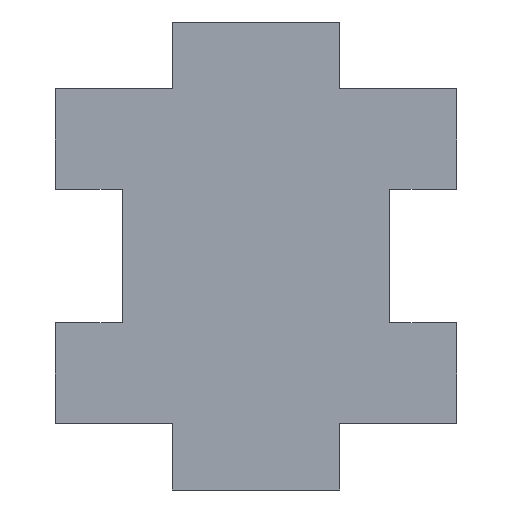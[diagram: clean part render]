
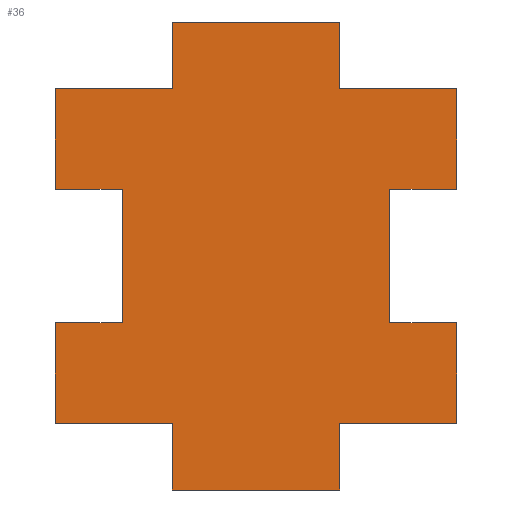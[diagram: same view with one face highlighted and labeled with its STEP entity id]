
A CAD part, front view. The second image highlights one B-rep face of the part: STEP entity #36.
In plain terms, the highlighted planar face has unit normal (0, -1, 0).
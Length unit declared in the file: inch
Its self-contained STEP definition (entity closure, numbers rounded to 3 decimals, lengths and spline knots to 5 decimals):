
#3 = LINE ( 'NONE', #18, #150 ) ;
#5 = DIRECTION ( 'NONE',  ( 0., 0., -1. ) ) ;
#18 = CARTESIAN_POINT ( 'NONE',  ( -1., 0., -0.5 ) ) ;
#20 = ORIENTED_EDGE ( 'NONE', *, *, #507, .T. ) ;
#24 = EDGE_CURVE ( 'NONE', #337, #99, #33, .T. ) ;
#25 = VERTEX_POINT ( 'NONE', #166 ) ;
#33 = LINE ( 'NONE', #502, #671 ) ;
#36 = ADVANCED_FACE ( 'NONE', ( #264 ), #331, .F. ) ;
#48 = VECTOR ( 'NONE', #170, 39.37008 ) ;
#54 = CARTESIAN_POINT ( 'NONE',  ( 1.5, 0., 0.5 ) ) ;
#55 = EDGE_CURVE ( 'NONE', #134, #585, #411, .T. ) ;
#61 = EDGE_CURVE ( 'NONE', #474, #127, #496, .T. ) ;
#63 = CARTESIAN_POINT ( 'NONE',  ( -1.5, 0., -0.5 ) ) ;
#67 = EDGE_CURVE ( 'NONE', #505, #245, #324, .T. ) ;
#68 = LINE ( 'NONE', #163, #619 ) ;
#70 = CARTESIAN_POINT ( 'NONE',  ( -0.625, 0., -1.75 ) ) ;
#76 = CARTESIAN_POINT ( 'NONE',  ( 0.625, 0., -1.75 ) ) ;
#78 = VECTOR ( 'NONE', #687, 39.37008 ) ;
#84 = VECTOR ( 'NONE', #113, 39.37008 ) ;
#93 = LINE ( 'NONE', #362, #365 ) ;
#95 = ORIENTED_EDGE ( 'NONE', *, *, #55, .T. ) ;
#98 = EDGE_CURVE ( 'NONE', #99, #541, #259, .T. ) ;
#99 = VERTEX_POINT ( 'NONE', #514 ) ;
#102 = ORIENTED_EDGE ( 'NONE', *, *, #67, .T. ) ;
#113 = DIRECTION ( 'NONE',  ( -1., 0., 0. ) ) ;
#114 = EDGE_CURVE ( 'NONE', #336, #222, #669, .T. ) ;
#115 = DIRECTION ( 'NONE',  ( -1., 0., 0. ) ) ;
#118 = DIRECTION ( 'NONE',  ( -1., 0., 0. ) ) ;
#124 = AXIS2_PLACEMENT_3D ( 'NONE', #229, #269, #663 ) ;
#127 = VERTEX_POINT ( 'NONE', #286 ) ;
#129 = EDGE_CURVE ( 'NONE', #151, #25, #584, .T. ) ;
#134 = VERTEX_POINT ( 'NONE', #63 ) ;
#135 = CARTESIAN_POINT ( 'NONE',  ( -0.625, 0., -1.25 ) ) ;
#147 = VECTOR ( 'NONE', #719, 39.37008 ) ;
#150 = VECTOR ( 'NONE', #418, 39.37008 ) ;
#151 = VERTEX_POINT ( 'NONE', #633 ) ;
#153 = CARTESIAN_POINT ( 'NONE',  ( -1., 0., 0.5 ) ) ;
#155 = VECTOR ( 'NONE', #118, 39.37008 ) ;
#163 = CARTESIAN_POINT ( 'NONE',  ( -1.5, 0., 1.25 ) ) ;
#164 = DIRECTION ( 'NONE',  ( 0., 0., -1. ) ) ;
#166 = CARTESIAN_POINT ( 'NONE',  ( 1.5, 0., -1.25 ) ) ;
#170 = DIRECTION ( 'NONE',  ( 1., 0., 0. ) ) ;
#173 = EDGE_CURVE ( 'NONE', #505, #677, #723, .T. ) ;
#183 = CARTESIAN_POINT ( 'NONE',  ( 0.625, 0., 1.75 ) ) ;
#187 = VECTOR ( 'NONE', #483, 39.37008 ) ;
#210 = ORIENTED_EDGE ( 'NONE', *, *, #322, .F. ) ;
#211 = EDGE_CURVE ( 'NONE', #422, #222, #683, .T. ) ;
#217 = EDGE_CURVE ( 'NONE', #127, #134, #3, .T. ) ;
#222 = VERTEX_POINT ( 'NONE', #70 ) ;
#229 = CARTESIAN_POINT ( 'NONE',  ( 0., 0., 0. ) ) ;
#235 = DIRECTION ( 'NONE',  ( -1., 0., 0. ) ) ;
#240 = VECTOR ( 'NONE', #566, 39.37008 ) ;
#245 = VERTEX_POINT ( 'NONE', #415 ) ;
#246 = CARTESIAN_POINT ( 'NONE',  ( -1.5, 0., 1.25 ) ) ;
#259 = LINE ( 'NONE', #54, #155 ) ;
#264 = FACE_OUTER_BOUND ( 'NONE', #662, .T. ) ;
#269 = DIRECTION ( 'NONE',  ( 0., 1., 0. ) ) ;
#275 = ORIENTED_EDGE ( 'NONE', *, *, #211, .T. ) ;
#286 = CARTESIAN_POINT ( 'NONE',  ( -1., 0., -0.5 ) ) ;
#288 = CARTESIAN_POINT ( 'NONE',  ( 1., 0., -0.5 ) ) ;
#304 = DIRECTION ( 'NONE',  ( 0., 0., -1. ) ) ;
#322 = EDGE_CURVE ( 'NONE', #711, #336, #93, .T. ) ;
#324 = LINE ( 'NONE', #670, #84 ) ;
#331 = PLANE ( 'NONE',  #124 ) ;
#332 = LINE ( 'NONE', #626, #540 ) ;
#333 = CARTESIAN_POINT ( 'NONE',  ( -0.625, 0., 1.25 ) ) ;
#335 = VECTOR ( 'NONE', #565, 39.37008 ) ;
#336 = VERTEX_POINT ( 'NONE', #76 ) ;
#337 = VERTEX_POINT ( 'NONE', #579 ) ;
#345 = DIRECTION ( 'NONE',  ( 0., 0., -1. ) ) ;
#346 = EDGE_CURVE ( 'NONE', #422, #585, #535, .T. ) ;
#349 = VERTEX_POINT ( 'NONE', #246 ) ;
#351 = CARTESIAN_POINT ( 'NONE',  ( 1.5, 0., -0.5 ) ) ;
#352 = DIRECTION ( 'NONE',  ( 0., 0., -1. ) ) ;
#357 = DIRECTION ( 'NONE',  ( 0., 0., -1. ) ) ;
#358 = LINE ( 'NONE', #513, #48 ) ;
#362 = CARTESIAN_POINT ( 'NONE',  ( 0.625, 0., -1.25 ) ) ;
#365 = VECTOR ( 'NONE', #357, 39.37008 ) ;
#373 = ORIENTED_EDGE ( 'NONE', *, *, #682, .T. ) ;
#380 = CARTESIAN_POINT ( 'NONE',  ( 1., 0., 0.5 ) ) ;
#393 = CARTESIAN_POINT ( 'NONE',  ( -1.5, 0., -1.25 ) ) ;
#399 = CARTESIAN_POINT ( 'NONE',  ( 0.625, 0., 1.75 ) ) ;
#401 = CARTESIAN_POINT ( 'NONE',  ( -1., 0., 0.5 ) ) ;
#405 = CARTESIAN_POINT ( 'NONE',  ( 0.625, 0., 1.25 ) ) ;
#409 = DIRECTION ( 'NONE',  ( 0., 0., -1. ) ) ;
#411 = LINE ( 'NONE', #446, #454 ) ;
#415 = CARTESIAN_POINT ( 'NONE',  ( -0.625, 0., 1.75 ) ) ;
#418 = DIRECTION ( 'NONE',  ( -1., 0., 0. ) ) ;
#419 = VECTOR ( 'NONE', #115, 39.37008 ) ;
#422 = VERTEX_POINT ( 'NONE', #605 ) ;
#427 = VECTOR ( 'NONE', #5, 39.37008 ) ;
#430 = ORIENTED_EDGE ( 'NONE', *, *, #447, .F. ) ;
#436 = VECTOR ( 'NONE', #304, 39.37008 ) ;
#440 = LINE ( 'NONE', #459, #335 ) ;
#441 = DIRECTION ( 'NONE',  ( 0., 0., -1. ) ) ;
#446 = CARTESIAN_POINT ( 'NONE',  ( -1.5, 0., -0.5 ) ) ;
#447 = EDGE_CURVE ( 'NONE', #25, #711, #504, .T. ) ;
#448 = ORIENTED_EDGE ( 'NONE', *, *, #449, .F. ) ;
#449 = EDGE_CURVE ( 'NONE', #541, #724, #466, .T. ) ;
#453 = ORIENTED_EDGE ( 'NONE', *, *, #173, .F. ) ;
#454 = VECTOR ( 'NONE', #345, 39.37008 ) ;
#459 = CARTESIAN_POINT ( 'NONE',  ( 1., 0., -0.5 ) ) ;
#462 = CARTESIAN_POINT ( 'NONE',  ( 1., 0., 0.5 ) ) ;
#466 = LINE ( 'NONE', #380, #636 ) ;
#474 = VERTEX_POINT ( 'NONE', #153 ) ;
#481 = ORIENTED_EDGE ( 'NONE', *, *, #24, .F. ) ;
#483 = DIRECTION ( 'NONE',  ( -1., 0., 0. ) ) ;
#493 = EDGE_CURVE ( 'NONE', #349, #564, #68, .T. ) ;
#496 = LINE ( 'NONE', #401, #240 ) ;
#502 = CARTESIAN_POINT ( 'NONE',  ( 1.5, 0., 1.25 ) ) ;
#504 = LINE ( 'NONE', #714, #147 ) ;
#505 = VERTEX_POINT ( 'NONE', #399 ) ;
#507 = EDGE_CURVE ( 'NONE', #564, #474, #358, .T. ) ;
#508 = DIRECTION ( 'NONE',  ( 0., 0., -1. ) ) ;
#512 = EDGE_CURVE ( 'NONE', #724, #151, #440, .T. ) ;
#513 = CARTESIAN_POINT ( 'NONE',  ( -1.5, 0., 0.5 ) ) ;
#514 = CARTESIAN_POINT ( 'NONE',  ( 1.5, 0., 0.5 ) ) ;
#535 = LINE ( 'NONE', #135, #187 ) ;
#536 = ORIENTED_EDGE ( 'NONE', *, *, #129, .F. ) ;
#540 = VECTOR ( 'NONE', #235, 39.37008 ) ;
#541 = VERTEX_POINT ( 'NONE', #462 ) ;
#545 = ORIENTED_EDGE ( 'NONE', *, *, #667, .T. ) ;
#558 = ORIENTED_EDGE ( 'NONE', *, *, #512, .F. ) ;
#562 = LINE ( 'NONE', #684, #419 ) ;
#564 = VERTEX_POINT ( 'NONE', #727 ) ;
#565 = DIRECTION ( 'NONE',  ( 1., 0., 0. ) ) ;
#566 = DIRECTION ( 'NONE',  ( 0., 0., -1. ) ) ;
#568 = CARTESIAN_POINT ( 'NONE',  ( 0.625, 0., -1.75 ) ) ;
#579 = CARTESIAN_POINT ( 'NONE',  ( 1.5, 0., 1.25 ) ) ;
#584 = LINE ( 'NONE', #351, #661 ) ;
#585 = VERTEX_POINT ( 'NONE', #393 ) ;
#594 = ORIENTED_EDGE ( 'NONE', *, *, #98, .F. ) ;
#596 = EDGE_CURVE ( 'NONE', #650, #349, #562, .T. ) ;
#603 = ORIENTED_EDGE ( 'NONE', *, *, #596, .T. ) ;
#605 = CARTESIAN_POINT ( 'NONE',  ( -0.625, 0., -1.25 ) ) ;
#607 = ORIENTED_EDGE ( 'NONE', *, *, #217, .T. ) ;
#615 = ORIENTED_EDGE ( 'NONE', *, *, #493, .T. ) ;
#617 = LINE ( 'NONE', #693, #721 ) ;
#619 = VECTOR ( 'NONE', #164, 39.37008 ) ;
#621 = ORIENTED_EDGE ( 'NONE', *, *, #346, .F. ) ;
#626 = CARTESIAN_POINT ( 'NONE',  ( 1.5, 0., 1.25 ) ) ;
#633 = CARTESIAN_POINT ( 'NONE',  ( 1.5, 0., -0.5 ) ) ;
#636 = VECTOR ( 'NONE', #441, 39.37008 ) ;
#638 = ORIENTED_EDGE ( 'NONE', *, *, #61, .T. ) ;
#641 = ORIENTED_EDGE ( 'NONE', *, *, #114, .F. ) ;
#650 = VERTEX_POINT ( 'NONE', #333 ) ;
#661 = VECTOR ( 'NONE', #409, 39.37008 ) ;
#662 = EDGE_LOOP ( 'NONE', ( #481, #373, #453, #102, #545, #603, #615, #20, #638, #607, #95, #621, #275, #641, #210, #430, #536, #558, #448, #594 ) ) ;
#663 = DIRECTION ( 'NONE',  ( 0., 0., 1. ) ) ;
#667 = EDGE_CURVE ( 'NONE', #245, #650, #617, .T. ) ;
#669 = LINE ( 'NONE', #568, #78 ) ;
#670 = CARTESIAN_POINT ( 'NONE',  ( 0.625, 0., 1.75 ) ) ;
#671 = VECTOR ( 'NONE', #508, 39.37008 ) ;
#677 = VERTEX_POINT ( 'NONE', #405 ) ;
#682 = EDGE_CURVE ( 'NONE', #337, #677, #332, .T. ) ;
#683 = LINE ( 'NONE', #701, #436 ) ;
#684 = CARTESIAN_POINT ( 'NONE',  ( -0.625, 0., 1.25 ) ) ;
#687 = DIRECTION ( 'NONE',  ( -1., 0., 0. ) ) ;
#693 = CARTESIAN_POINT ( 'NONE',  ( -0.625, 0., 1.75 ) ) ;
#694 = CARTESIAN_POINT ( 'NONE',  ( 0.625, 0., -1.25 ) ) ;
#701 = CARTESIAN_POINT ( 'NONE',  ( -0.625, 0., -1.25 ) ) ;
#711 = VERTEX_POINT ( 'NONE', #694 ) ;
#714 = CARTESIAN_POINT ( 'NONE',  ( 1.5, 0., -1.25 ) ) ;
#719 = DIRECTION ( 'NONE',  ( -1., 0., 0. ) ) ;
#721 = VECTOR ( 'NONE', #352, 39.37008 ) ;
#723 = LINE ( 'NONE', #183, #427 ) ;
#724 = VERTEX_POINT ( 'NONE', #288 ) ;
#727 = CARTESIAN_POINT ( 'NONE',  ( -1.5, 0., 0.5 ) ) ;
